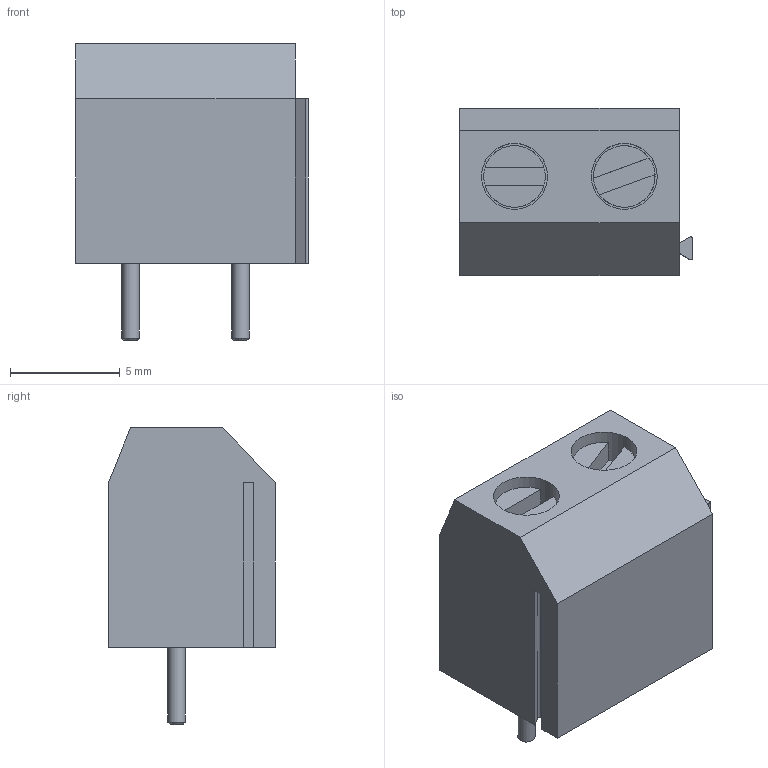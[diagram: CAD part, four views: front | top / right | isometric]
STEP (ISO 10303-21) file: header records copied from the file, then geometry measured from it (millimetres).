
FILE_DESCRIPTION(('FreeCAD Model'),'2;1');
FILE_NAME('Part_sp.step', '2017-10-26T22:54:59',('kicad StepUp'),('ksu MCAD'), 'Open CASCADE STEP processor 7.1','FreeCAD','Unknown');
FILE_SCHEMA(('AUTOMOTIVE_DESIGN { 1 0 10303 214 1 1 1 1 }'));
Length unit declared in the file: millimetre
Products named in the file (1): Part_sp
Bounding box: 10.6 x 7.6 x 13.5 mm (x, y, z)
Volume: 625.2 mm3; surface area: 1153.6 mm2
Topology: 3 solids, 3 shells, 127 faces, 277 edges, 168 vertices
Faces by surface type: plane 105, cylinder 20, cone 2
Full cylindrical faces by diameter (mm): 0.8 x4, 2.8 x2, 3 x2
Entity records: 4281 total; most frequent: DIRECTION 585, CARTESIAN_POINT 573, ORIENTED_EDGE 554, EDGE_CURVE 277, LINE 225, VECTOR 225, AXIS2_PLACEMENT_3D 180, VERTEX_POINT 168
